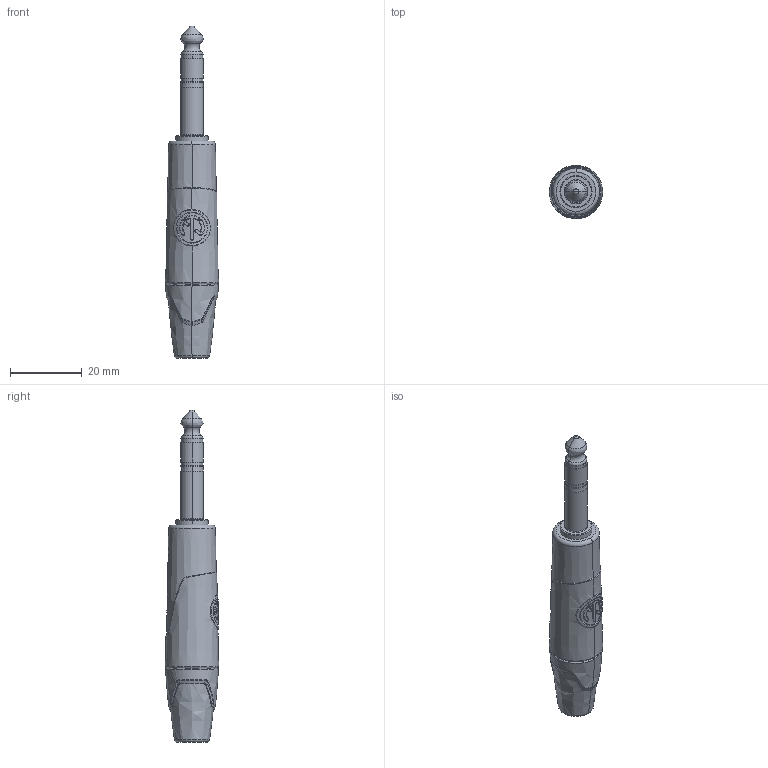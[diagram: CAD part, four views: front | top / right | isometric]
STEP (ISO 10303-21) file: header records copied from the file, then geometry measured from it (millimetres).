
FILE_DESCRIPTION((''),'2;1');
FILE_NAME('30011563','2024-06-27T10:59:48',('SYSTEM'),(''),'CREO PARAMETRIC BY PTC INC, 2023424','CREO PARAMETRIC BY PTC INC, 2023424','');
FILE_SCHEMA(('CONFIG_CONTROL_DESIGN'));
Length unit declared in the file: millimetre
Products named in the file (1): 30011563
Bounding box: 14.86 x 14.86 x 92.58 mm (x, y, z)
Volume: 9544 mm3; surface area: 3420 mm2
Topology: 1 solids, 1 shells, 278 faces, 690 edges, 424 vertices
Faces by surface type: bspline 114, plane 79, cylinder 38, cone 23, torus 20, sphere 2, extrusion 2
Entity records: 13625 total; most frequent: CARTESIAN_POINT 8094, ORIENTED_EDGE 1376, DIRECTION 784, EDGE_CURVE 688, VERTEX_POINT 424, B_SPLINE_CURVE_WITH_KNOTS 381, AXIS2_PLACEMENT_3D 311, EDGE_LOOP 290
